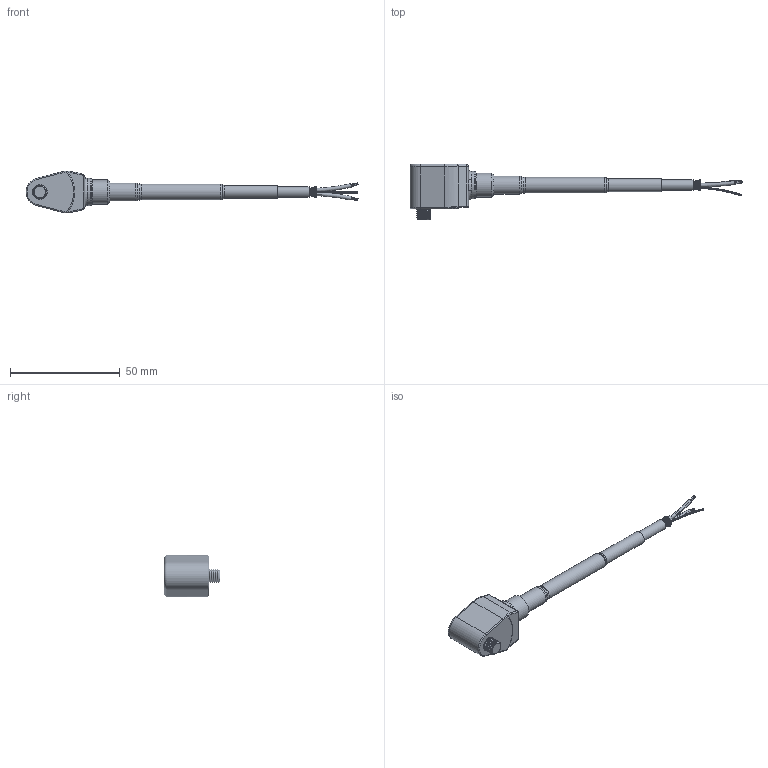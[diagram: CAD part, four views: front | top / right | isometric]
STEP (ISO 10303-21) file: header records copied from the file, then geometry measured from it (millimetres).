
FILE_DESCRIPTION(/* description */ ('MULTIPURPOSE, miniMIL ACCELEROMETER, SIDE EXIT ARMORED INTEGRAL CABLE, 100 mV/g, M6x1 CAPTIVE BOLT'),/* implementation_level */ '2;1');
FILE_NAME(/* name */ 'MASTER_TEARDROP_HEAT_SHRINK.stp',/* time_stamp */ '2021-05-28T08:41:53-04:00',/* author */ ('lcup'),/* organization */ (''),/* preprocessor_version */ 'ST-DEVELOPER v18',/* originating_system */ 'Autodesk Inventor 2020',/* authorisation */ '');
FILE_SCHEMA (('AUTOMOTIVE_DESIGN { 1 0 10303 214 3 1 1 }'));
Length unit declared in the file: inch
Products named in the file (18): AC144-1A-04; ACP42015; ACP32099; ACP32107; ACP32193; ACP32271; ACP50051; ACP32143; ACA10161; ACP32097; ACP32095; ACP32096; ACP32221; ACP32098; ACP50149; CBP10099; AC140-6N, 2in HEAT SHINK; AC140-6N, 3in HEAT SHINK (CBA10081)
Assembly tree (18 placements, depth 3):
  AC144-1A-04
    ACP42015
    ACP32099
    ACP32107
    ACP32193
      ACP32271
      ACP50051  x2
    ACP32143
    ACA10161
      ACP32097
      ACP32095
      ACP32096
      ACP32221
      ACP32098
    ACP50149
    CBP10099
    AC140-6N, 2in HEAT SHINK
    AC140-6N, 3in HEAT SHINK (CBA10081)
Bounding box: 150.96 x 25.4 x 18.88 mm (x, y, z)
Volume: 9477.7 mm3; surface area: 14855 mm2
Topology: 20 solids, 20 shells, 1120 faces, 3981 edges, 2502 vertices
Faces by surface type: bspline 499, plane 333, cylinder 191, torus 75, cone 20, sphere 2
Full cylindrical faces by diameter (mm): 0.127 x19, 0.203 x38, 0.635 x1, 1.016 x2, 1.27 x2, 2.032 x4, 3.581 x1, 3.81 x1, 4.064 x1, 4.319 x1, 4.826 x1, 4.898 x1, 4.953 x1, 5.016 x1, 5.105 x1, 5.359 x1, 5.588 x3, 5.914 x1, 5.994 x2, 6.032 x2, 6.045 x1, 6.35 x10, 6.706 x2, 6.756 x1, 7.048 x1, 7.061 x1, 7.112 x1, 7.62 x1, 7.938 x1, 8.128 x1
Entity records: 78491 total; most frequent: CARTESIAN_POINT 46575, ORIENTED_EDGE 7870, DIRECTION 5087, EDGE_CURVE 3935, VERTEX_POINT 2498, AXIS2_PLACEMENT_3D 2363, B_SPLINE_CURVE_WITH_KNOTS 1811, CIRCLE 1699
